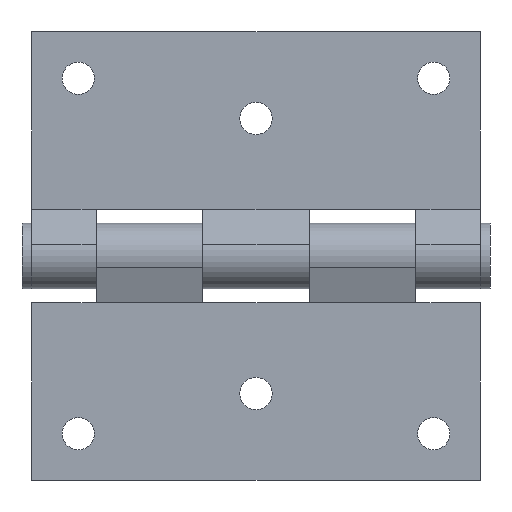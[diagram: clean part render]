
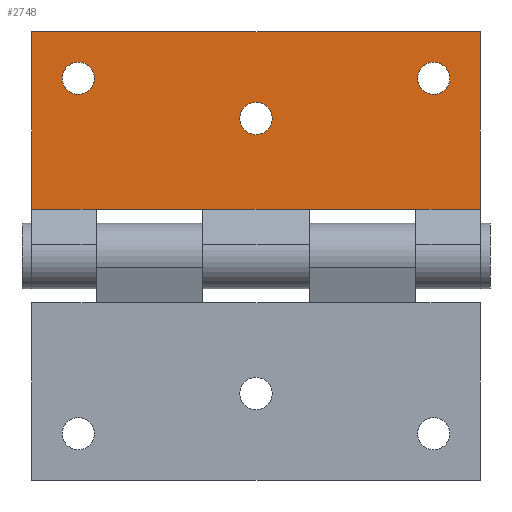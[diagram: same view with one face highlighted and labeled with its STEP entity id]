
A CAD part, front view. The second image highlights one B-rep face of the part: STEP entity #2748.
In plain terms, the highlighted planar face has unit normal (0, -1, 0).
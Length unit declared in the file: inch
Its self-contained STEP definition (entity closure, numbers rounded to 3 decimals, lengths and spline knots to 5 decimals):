
#40 = CARTESIAN_POINT ( 'NONE',  ( 1.5, -0.12, 0.3125 ) ) ;
#169 = CARTESIAN_POINT ( 'NONE',  ( 1.188, -0.12, 1.188 ) ) ;
#311 = DIRECTION ( 'NONE',  ( 0., 0., 1. ) ) ;
#312 = DIRECTION ( 'NONE',  ( 0., 1., 0. ) ) ;
#314 = DIRECTION ( 'NONE',  ( 0., 0., 1. ) ) ;
#315 = CARTESIAN_POINT ( 'NONE',  ( -1.188, -0.12, 1.188 ) ) ;
#317 = DIRECTION ( 'NONE',  ( 0., 1., 0. ) ) ;
#326 = DIRECTION ( 'NONE',  ( -1., 0., 0. ) ) ;
#327 = CARTESIAN_POINT ( 'NONE',  ( 1.5, -0.12, 0.3125 ) ) ;
#440 = FACE_BOUND ( 'NONE', #1615, .T. ) ;
#441 = FACE_BOUND ( 'NONE', #1500, .T. ) ;
#442 = FACE_OUTER_BOUND ( 'NONE', #1464, .T. ) ;
#443 = FACE_BOUND ( 'NONE', #1503, .T. ) ;
#505 = LINE ( 'NONE', #2376, #523 ) ;
#523 = VECTOR ( 'NONE', #2389, 39.37008 ) ;
#611 = EDGE_CURVE ( 'NONE', #2106, #1150, #1954, .T. ) ;
#633 = EDGE_CURVE ( 'NONE', #1686, #1470, #1912, .T. ) ;
#635 = EDGE_CURVE ( 'NONE', #1311, #1161, #1909, .T. ) ;
#636 = EDGE_CURVE ( 'NONE', #1384, #1665, #1911, .T. ) ;
#637 = EDGE_CURVE ( 'NONE', #2091, #1377, #1906, .T. ) ;
#638 = EDGE_CURVE ( 'NONE', #1470, #2098, #1905, .T. ) ;
#639 = EDGE_CURVE ( 'NONE', #1150, #2090, #1908, .T. ) ;
#640 = EDGE_CURVE ( 'NONE', #1270, #2106, #1903, .T. ) ;
#641 = EDGE_CURVE ( 'NONE', #2114, #1270, #1899, .T. ) ;
#642 = EDGE_CURVE ( 'NONE', #1686, #2114, #1904, .T. ) ;
#666 = AXIS2_PLACEMENT_3D ( 'NONE', #2251, #2243, #2253 ) ;
#750 = CARTESIAN_POINT ( 'NONE',  ( -0.3564, -0.12, 0.3125 ) ) ;
#761 = CARTESIAN_POINT ( 'NONE',  ( -1.188, -0.12, 1.07982 ) ) ;
#781 = CARTESIAN_POINT ( 'NONE',  ( 1.0692, -0.12, 0.3125 ) ) ;
#794 = CARTESIAN_POINT ( 'NONE',  ( -1.188, -0.12, 1.29618 ) ) ;
#799 = CARTESIAN_POINT ( 'NONE',  ( 0., -0.12, 0.81182 ) ) ;
#803 = CARTESIAN_POINT ( 'NONE',  ( 1.188, -0.12, 1.29618 ) ) ;
#805 = CARTESIAN_POINT ( 'NONE',  ( -1.5, -0.12, 1.5 ) ) ;
#844 = CARTESIAN_POINT ( 'NONE',  ( 1.188, -0.12, 1.07982 ) ) ;
#854 = CARTESIAN_POINT ( 'NONE',  ( 1.5, -0.12, 1.5 ) ) ;
#862 = CARTESIAN_POINT ( 'NONE',  ( -1.0692, -0.12, 0.3125 ) ) ;
#863 = CARTESIAN_POINT ( 'NONE',  ( 0., -0.12, 1.02818 ) ) ;
#867 = CARTESIAN_POINT ( 'NONE',  ( -1.5, -0.12, 0.3125 ) ) ;
#875 = CARTESIAN_POINT ( 'NONE',  ( 0.3564, -0.12, 0.3125 ) ) ;
#993 = DIRECTION ( 'NONE',  ( 0., 1., 0. ) ) ;
#995 = DIRECTION ( 'NONE',  ( 0., 0., 1. ) ) ;
#1003 = CARTESIAN_POINT ( 'NONE',  ( 0., -0.12, 0.92 ) ) ;
#1023 = EDGE_CURVE ( 'NONE', #1377, #2091, #1839, .T. ) ;
#1027 = EDGE_CURVE ( 'NONE', #1665, #1384, #1840, .T. ) ;
#1030 = EDGE_CURVE ( 'NONE', #1161, #1311, #1833, .T. ) ;
#1100 = AXIS2_PLACEMENT_3D ( 'NONE', #2803, #2798, #2802 ) ;
#1101 = AXIS2_PLACEMENT_3D ( 'NONE', #2846, #2845, #2844 ) ;
#1102 = AXIS2_PLACEMENT_3D ( 'NONE', #2839, #2841, #2840 ) ;
#1119 = AXIS2_PLACEMENT_3D ( 'NONE', #1003, #993, #995 ) ;
#1121 = AXIS2_PLACEMENT_3D ( 'NONE', #169, #312, #311 ) ;
#1123 = AXIS2_PLACEMENT_3D ( 'NONE', #315, #317, #314 ) ;
#1150 = VERTEX_POINT ( 'NONE', #750 ) ;
#1161 = VERTEX_POINT ( 'NONE', #761 ) ;
#1188 = ORIENTED_EDGE ( 'NONE', *, *, #633, .T. ) ;
#1197 = ORIENTED_EDGE ( 'NONE', *, *, #635, .T. ) ;
#1199 = ORIENTED_EDGE ( 'NONE', *, *, #1030, .T. ) ;
#1208 = ORIENTED_EDGE ( 'NONE', *, *, #1027, .T. ) ;
#1228 = ORIENTED_EDGE ( 'NONE', *, *, #638, .T. ) ;
#1231 = ORIENTED_EDGE ( 'NONE', *, *, #1023, .T. ) ;
#1232 = ORIENTED_EDGE ( 'NONE', *, *, #641, .F. ) ;
#1270 = VERTEX_POINT ( 'NONE', #781 ) ;
#1311 = VERTEX_POINT ( 'NONE', #794 ) ;
#1323 = ORIENTED_EDGE ( 'NONE', *, *, #637, .T. ) ;
#1334 = ORIENTED_EDGE ( 'NONE', *, *, #639, .F. ) ;
#1335 = ORIENTED_EDGE ( 'NONE', *, *, #642, .F. ) ;
#1336 = ORIENTED_EDGE ( 'NONE', *, *, #2796, .F. ) ;
#1363 = ORIENTED_EDGE ( 'NONE', *, *, #640, .F. ) ;
#1377 = VERTEX_POINT ( 'NONE', #799 ) ;
#1384 = VERTEX_POINT ( 'NONE', #803 ) ;
#1464 = EDGE_LOOP ( 'NONE', ( #1228, #1336, #1334, #1619, #1363, #1232, #1335, #1188 ) ) ;
#1470 = VERTEX_POINT ( 'NONE', #805 ) ;
#1500 = EDGE_LOOP ( 'NONE', ( #1323, #1231 ) ) ;
#1503 = EDGE_LOOP ( 'NONE', ( #1663, #1208 ) ) ;
#1615 = EDGE_LOOP ( 'NONE', ( #1197, #1199 ) ) ;
#1619 = ORIENTED_EDGE ( 'NONE', *, *, #611, .F. ) ;
#1663 = ORIENTED_EDGE ( 'NONE', *, *, #636, .T. ) ;
#1665 = VERTEX_POINT ( 'NONE', #844 ) ;
#1686 = VERTEX_POINT ( 'NONE', #854 ) ;
#1833 = CIRCLE ( 'NONE', #1123, 0.10818 ) ;
#1839 = CIRCLE ( 'NONE', #1119, 0.10818 ) ;
#1840 = CIRCLE ( 'NONE', #1121, 0.10818 ) ;
#1893 = VECTOR ( 'NONE', #2833, 39.37008 ) ;
#1894 = VECTOR ( 'NONE', #2805, 39.37008 ) ;
#1895 = VECTOR ( 'NONE', #2834, 39.37008 ) ;
#1897 = VECTOR ( 'NONE', #2835, 39.37008 ) ;
#1899 = LINE ( 'NONE', #2800, #1894 ) ;
#1901 = VECTOR ( 'NONE', #2837, 39.37008 ) ;
#1903 = LINE ( 'NONE', #2843, #1895 ) ;
#1904 = LINE ( 'NONE', #2836, #1893 ) ;
#1905 = LINE ( 'NONE', #2842, #1901 ) ;
#1906 = CIRCLE ( 'NONE', #1102, 0.10818 ) ;
#1908 = LINE ( 'NONE', #2838, #1897 ) ;
#1909 = CIRCLE ( 'NONE', #1100, 0.10818 ) ;
#1910 = VECTOR ( 'NONE', #2804, 39.37008 ) ;
#1911 = CIRCLE ( 'NONE', #1101, 0.10818 ) ;
#1912 = LINE ( 'NONE', #2806, #1910 ) ;
#1945 = VECTOR ( 'NONE', #326, 39.37008 ) ;
#1954 = LINE ( 'NONE', #327, #1945 ) ;
#2090 = VERTEX_POINT ( 'NONE', #862 ) ;
#2091 = VERTEX_POINT ( 'NONE', #863 ) ;
#2098 = VERTEX_POINT ( 'NONE', #867 ) ;
#2106 = VERTEX_POINT ( 'NONE', #875 ) ;
#2114 = VERTEX_POINT ( 'NONE', #40 ) ;
#2243 = DIRECTION ( 'NONE',  ( 0., 1., 0. ) ) ;
#2251 = CARTESIAN_POINT ( 'NONE',  ( 1.5, -0.12, 1.5 ) ) ;
#2252 = PLANE ( 'NONE',  #666 ) ;
#2253 = DIRECTION ( 'NONE',  ( 0., 0., 1. ) ) ;
#2376 = CARTESIAN_POINT ( 'NONE',  ( 1.5, -0.12, 0.3125 ) ) ;
#2389 = DIRECTION ( 'NONE',  ( -1., 0., 0. ) ) ;
#2748 = ADVANCED_FACE ( 'NONE', ( #440, #443, #441, #442 ), #2252, .F. ) ;
#2796 = EDGE_CURVE ( 'NONE', #2090, #2098, #505, .T. ) ;
#2798 = DIRECTION ( 'NONE',  ( 0., 1., 0. ) ) ;
#2800 = CARTESIAN_POINT ( 'NONE',  ( 1.5, -0.12, 0.3125 ) ) ;
#2802 = DIRECTION ( 'NONE',  ( 0., 0., 1. ) ) ;
#2803 = CARTESIAN_POINT ( 'NONE',  ( -1.188, -0.12, 1.188 ) ) ;
#2804 = DIRECTION ( 'NONE',  ( -1., 0., 0. ) ) ;
#2805 = DIRECTION ( 'NONE',  ( -1., 0., 0. ) ) ;
#2806 = CARTESIAN_POINT ( 'NONE',  ( 1.5, -0.12, 1.5 ) ) ;
#2833 = DIRECTION ( 'NONE',  ( 0., 0., -1. ) ) ;
#2834 = DIRECTION ( 'NONE',  ( -1., 0., 0. ) ) ;
#2835 = DIRECTION ( 'NONE',  ( -1., 0., 0. ) ) ;
#2836 = CARTESIAN_POINT ( 'NONE',  ( 1.5, -0.12, 1.5 ) ) ;
#2837 = DIRECTION ( 'NONE',  ( 0., 0., -1. ) ) ;
#2838 = CARTESIAN_POINT ( 'NONE',  ( 1.5, -0.12, 0.3125 ) ) ;
#2839 = CARTESIAN_POINT ( 'NONE',  ( 0., -0.12, 0.92 ) ) ;
#2840 = DIRECTION ( 'NONE',  ( 0., 0., 1. ) ) ;
#2841 = DIRECTION ( 'NONE',  ( 0., 1., 0. ) ) ;
#2842 = CARTESIAN_POINT ( 'NONE',  ( -1.5, -0.12, 1.5 ) ) ;
#2843 = CARTESIAN_POINT ( 'NONE',  ( 1.5, -0.12, 0.3125 ) ) ;
#2844 = DIRECTION ( 'NONE',  ( 0., 0., 1. ) ) ;
#2845 = DIRECTION ( 'NONE',  ( 0., 1., 0. ) ) ;
#2846 = CARTESIAN_POINT ( 'NONE',  ( 1.188, -0.12, 1.188 ) ) ;
